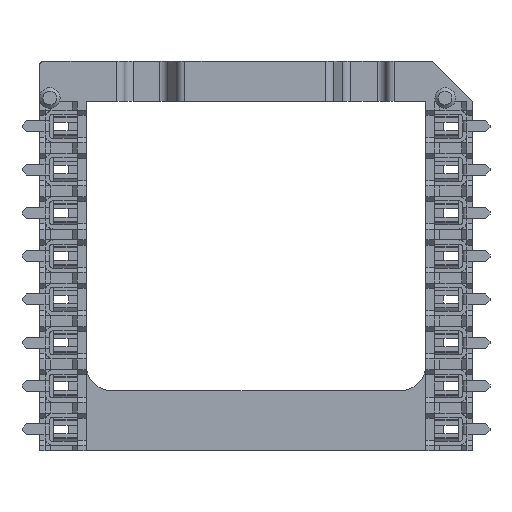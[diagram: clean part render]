
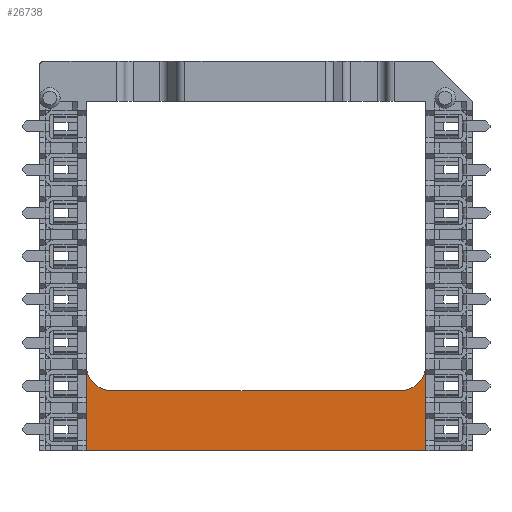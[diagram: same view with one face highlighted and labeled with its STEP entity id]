
A CAD part, front view. The second image highlights one B-rep face of the part: STEP entity #26738.
In plain terms, the highlighted planar face has unit normal (0, -1, 0).
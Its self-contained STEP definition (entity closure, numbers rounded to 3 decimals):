
#152=CIRCLE('',#27728,1.5);
#153=CIRCLE('',#27729,1.5);
#3088=FACE_OUTER_BOUND('',#4585,.T.);
#4585=EDGE_LOOP('',(#23046,#23047,#23048,#23049,#23050,#23051));
#7251=LINE('',#47926,#10066);
#7252=LINE('',#47930,#10067);
#7253=LINE('',#47932,#10068);
#7254=LINE('',#47934,#10069);
#10066=VECTOR('',#32045,10.);
#10067=VECTOR('',#32048,10.);
#10068=VECTOR('',#32049,10.);
#10069=VECTOR('',#32050,10.);
#12637=VERTEX_POINT('',#47924);
#12638=VERTEX_POINT('',#47925);
#12639=VERTEX_POINT('',#47927);
#12640=VERTEX_POINT('',#47929);
#12641=VERTEX_POINT('',#47931);
#12642=VERTEX_POINT('',#47933);
#16344=EDGE_CURVE('',#12637,#12638,#7251,.T.);
#16345=EDGE_CURVE('',#12639,#12637,#152,.T.);
#16346=EDGE_CURVE('',#12640,#12639,#7252,.T.);
#16347=EDGE_CURVE('',#12641,#12640,#7253,.T.);
#16348=EDGE_CURVE('',#12642,#12641,#7254,.T.);
#16349=EDGE_CURVE('',#12638,#12642,#153,.T.);
#23046=ORIENTED_EDGE('',*,*,#16344,.F.);
#23047=ORIENTED_EDGE('',*,*,#16345,.F.);
#23048=ORIENTED_EDGE('',*,*,#16346,.F.);
#23049=ORIENTED_EDGE('',*,*,#16347,.F.);
#23050=ORIENTED_EDGE('',*,*,#16348,.F.);
#23051=ORIENTED_EDGE('',*,*,#16349,.F.);
#25362=PLANE('',#27727);
#26738=ADVANCED_FACE('',(#3088),#25362,.F.);
#27727=AXIS2_PLACEMENT_3D('',#47923,#32043,#32044);
#27728=AXIS2_PLACEMENT_3D('',#47928,#32046,#32047);
#27729=AXIS2_PLACEMENT_3D('',#47935,#32051,#32052);
#32043=DIRECTION('center_axis',(0.,1.,0.));
#32044=DIRECTION('ref_axis',(1.,0.,0.));
#32045=DIRECTION('',(1.,0.,0.));
#32046=DIRECTION('center_axis',(0.,-1.,0.));
#32047=DIRECTION('ref_axis',(0.,0.,-1.));
#32048=DIRECTION('',(0.,0.,1.));
#32049=DIRECTION('',(-1.,0.,0.));
#32050=DIRECTION('',(0.,0.,-1.));
#32051=DIRECTION('center_axis',(0.,-1.,0.));
#32052=DIRECTION('ref_axis',(1.,0.,0.));
#47923=CARTESIAN_POINT('Origin',(12.7,2.5,-20.368));
#47924=CARTESIAN_POINT('',(4.24,2.5,-19.356));
#47925=CARTESIAN_POINT('',(21.16,2.5,-19.356));
#47926=CARTESIAN_POINT('',(8.47,2.5,-19.356));
#47927=CARTESIAN_POINT('',(2.74,2.5,-17.856));
#47928=CARTESIAN_POINT('Origin',(4.24,2.5,-17.856));
#47929=CARTESIAN_POINT('',(2.74,2.5,-22.88));
#47930=CARTESIAN_POINT('',(2.74,2.5,-17.856));
#47931=CARTESIAN_POINT('',(22.66,2.5,-22.88));
#47932=CARTESIAN_POINT('',(7.72,2.5,-22.88));
#47933=CARTESIAN_POINT('',(22.66,2.5,-17.856));
#47934=CARTESIAN_POINT('',(22.66,2.5,-17.856));
#47935=CARTESIAN_POINT('Origin',(21.16,2.5,-17.856));
